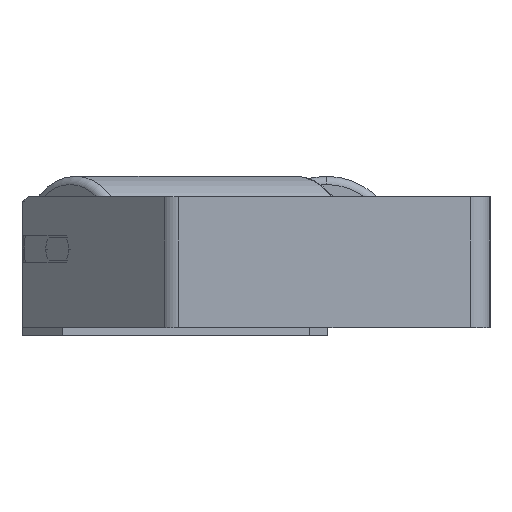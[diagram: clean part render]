
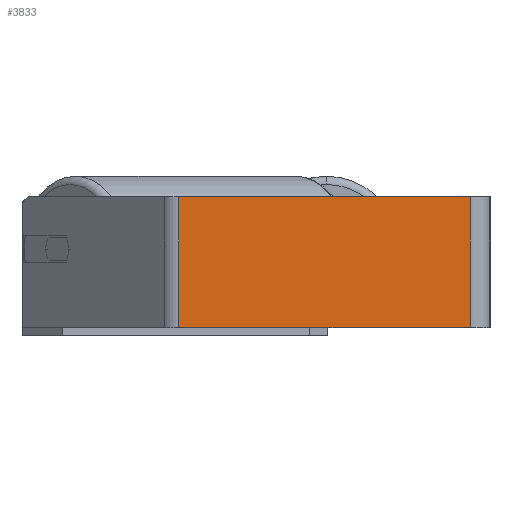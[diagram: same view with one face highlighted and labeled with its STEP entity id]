
A CAD part, left-side view. The second image highlights one B-rep face of the part: STEP entity #3833.
In plain terms, the highlighted planar face has unit normal (-1, 0, 0).
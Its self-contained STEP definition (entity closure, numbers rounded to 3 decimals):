
#159 = CARTESIAN_POINT ( 'NONE',  ( -360., 195.441, 40. ) ) ;
#1080 = ORIENTED_EDGE ( 'NONE', *, *, #4523, .F. ) ;
#1196 = EDGE_LOOP ( 'NONE', ( #8806, #4508, #1080, #7032 ) ) ;
#1222 = VERTEX_POINT ( 'NONE', #5413 ) ;
#1258 = VECTOR ( 'NONE', #6612, 1000. ) ;
#1366 = CARTESIAN_POINT ( 'NONE',  ( -360., 12., 40. ) ) ;
#1767 = CARTESIAN_POINT ( 'NONE',  ( -360., 190.47, 40. ) ) ;
#1941 = CARTESIAN_POINT ( 'NONE',  ( -360., 12., -40. ) ) ;
#2113 = CARTESIAN_POINT ( 'NONE',  ( -360., 12., 40. ) ) ;
#2579 = VECTOR ( 'NONE', #8296, 1000. ) ;
#2752 = LINE ( 'NONE', #7511, #4309 ) ;
#3364 = EDGE_CURVE ( 'NONE', #5586, #1222, #2752, .T. ) ;
#3498 = CARTESIAN_POINT ( 'NONE',  ( -360., 195.441, -40. ) ) ;
#3833 = ADVANCED_FACE ( 'NONE', ( #7941 ), #8488, .F. ) ;
#3855 = LINE ( 'NONE', #159, #1258 ) ;
#3877 = AXIS2_PLACEMENT_3D ( 'NONE', #5156, #7850, #7199 ) ;
#4220 = DIRECTION ( 'NONE',  ( 0., -1., 0. ) ) ;
#4309 = VECTOR ( 'NONE', #6746, 1000. ) ;
#4508 = ORIENTED_EDGE ( 'NONE', *, *, #6120, .F. ) ;
#4523 = EDGE_CURVE ( 'NONE', #5586, #5176, #3855, .T. ) ;
#4878 = LINE ( 'NONE', #2113, #2579 ) ;
#5156 = CARTESIAN_POINT ( 'NONE',  ( -360., 195.441, 40. ) ) ;
#5176 = VERTEX_POINT ( 'NONE', #1366 ) ;
#5413 = CARTESIAN_POINT ( 'NONE',  ( -360., 190.47, -40. ) ) ;
#5586 = VERTEX_POINT ( 'NONE', #1767 ) ;
#5924 = VERTEX_POINT ( 'NONE', #1941 ) ;
#6120 = EDGE_CURVE ( 'NONE', #5176, #5924, #4878, .T. ) ;
#6555 = VECTOR ( 'NONE', #4220, 1000. ) ;
#6612 = DIRECTION ( 'NONE',  ( 0., -1., 0. ) ) ;
#6746 = DIRECTION ( 'NONE',  ( 0., 0., -1. ) ) ;
#7032 = ORIENTED_EDGE ( 'NONE', *, *, #3364, .T. ) ;
#7199 = DIRECTION ( 'NONE',  ( 0., 0., -1. ) ) ;
#7309 = EDGE_CURVE ( 'NONE', #1222, #5924, #7694, .T. ) ;
#7511 = CARTESIAN_POINT ( 'NONE',  ( -360., 190.47, 40. ) ) ;
#7694 = LINE ( 'NONE', #3498, #6555 ) ;
#7850 = DIRECTION ( 'NONE',  ( 1., 0., 0. ) ) ;
#7941 = FACE_OUTER_BOUND ( 'NONE', #1196, .T. ) ;
#8296 = DIRECTION ( 'NONE',  ( 0., 0., -1. ) ) ;
#8488 = PLANE ( 'NONE',  #3877 ) ;
#8806 = ORIENTED_EDGE ( 'NONE', *, *, #7309, .T. ) ;
